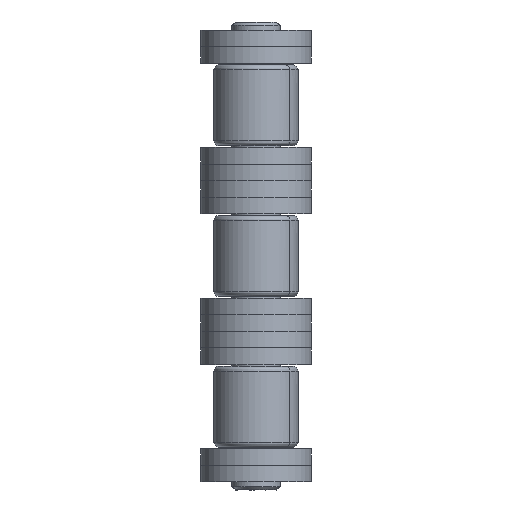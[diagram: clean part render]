
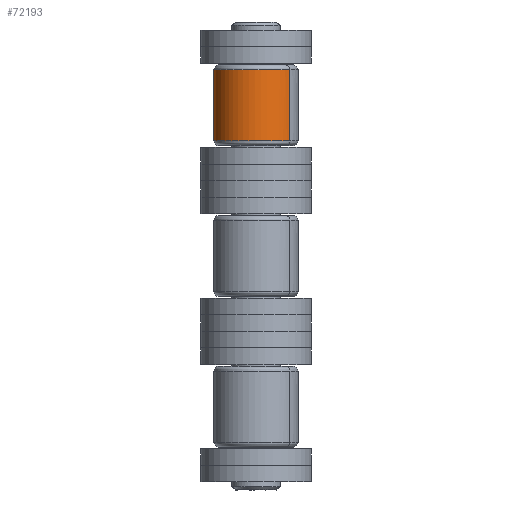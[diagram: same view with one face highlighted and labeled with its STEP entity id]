
A CAD part, left-side view. The second image highlights one B-rep face of the part: STEP entity #72193.
In plain terms, the highlighted free-form (B-spline) face has degree [2, 1] with [5, 2] control points.
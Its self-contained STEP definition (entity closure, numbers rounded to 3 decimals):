
#72039 = EDGE_CURVE('',#72040,#72042,#72044,.T.);
#72040 = VERTEX_POINT('',#72041);
#72041 = CARTESIAN_POINT('',(-1192.493,5.025,
    1367.22));
#72042 = VERTEX_POINT('',#72043);
#72043 = CARTESIAN_POINT('',(-1171.555,33.147,
    1367.22));
#72044 = ( BOUNDED_CURVE() B_SPLINE_CURVE(2,(#72045,#72046,#72047,#72048
,#72049),.UNSPECIFIED.,.F.,.F.) B_SPLINE_CURVE_WITH_KNOTS((3,2,3),(
    3.142,4.712,6.283),
.PIECEWISE_BEZIER_KNOTS.) CURVE() GEOMETRIC_REPRESENTATION_ITEM() 
RATIONAL_B_SPLINE_CURVE((1.,0.707,1.,0.707,1.)) 
REPRESENTATION_ITEM('') );
#72045 = CARTESIAN_POINT('',(-1192.493,5.025,
    1367.22));
#72046 = CARTESIAN_POINT('',(-1206.554,15.494,
    1367.22));
#72047 = CARTESIAN_POINT('',(-1196.085,29.555,
    1367.22));
#72048 = CARTESIAN_POINT('',(-1185.616,43.616,
    1367.22));
#72049 = CARTESIAN_POINT('',(-1171.555,33.147,
    1367.22));
#72107 = VERTEX_POINT('',#72108);
#72108 = CARTESIAN_POINT('',(-1192.493,5.025,
    1337.68));
#72114 = EDGE_CURVE('',#72115,#72107,#72117,.T.);
#72115 = VERTEX_POINT('',#72116);
#72116 = CARTESIAN_POINT('',(-1171.555,33.147,
    1337.68));
#72117 = ( BOUNDED_CURVE() B_SPLINE_CURVE(2,(#72118,#72119,#72120,#72121
,#72122),.UNSPECIFIED.,.F.,.F.) B_SPLINE_CURVE_WITH_KNOTS((3,2,3),(0.,
1.571,3.142),.PIECEWISE_BEZIER_KNOTS.) CURVE() 
GEOMETRIC_REPRESENTATION_ITEM() RATIONAL_B_SPLINE_CURVE((1.,
0.707,1.,0.707,1.)) REPRESENTATION_ITEM('') );
#72118 = CARTESIAN_POINT('',(-1171.555,33.147,
    1337.68));
#72119 = CARTESIAN_POINT('',(-1185.616,43.616,
    1337.68));
#72120 = CARTESIAN_POINT('',(-1196.085,29.555,
    1337.68));
#72121 = CARTESIAN_POINT('',(-1206.554,15.494,
    1337.68));
#72122 = CARTESIAN_POINT('',(-1192.493,5.025,
    1337.68));
#72193 = ADVANCED_FACE('',(#72194),#72208,.T.);
#72194 = FACE_BOUND('',#72195,.T.);
#72195 = EDGE_LOOP('',(#72196,#72197,#72202,#72203));
#72196 = ORIENTED_EDGE('',*,*,#72039,.T.);
#72197 = ORIENTED_EDGE('',*,*,#72198,.T.);
#72198 = EDGE_CURVE('',#72042,#72115,#72199,.T.);
#72199 = B_SPLINE_CURVE_WITH_KNOTS('',1,(#72200,#72201),.UNSPECIFIED.,
  .F.,.F.,(2,2),(1.5,22.9),.PIECEWISE_BEZIER_KNOTS.);
#72200 = CARTESIAN_POINT('',(-1171.555,33.147,
    1367.22));
#72201 = CARTESIAN_POINT('',(-1171.555,33.147,
    1337.68));
#72202 = ORIENTED_EDGE('',*,*,#72114,.T.);
#72203 = ORIENTED_EDGE('',*,*,#72204,.F.);
#72204 = EDGE_CURVE('',#72040,#72107,#72205,.T.);
#72205 = B_SPLINE_CURVE_WITH_KNOTS('',1,(#72206,#72207),.UNSPECIFIED.,
  .F.,.F.,(2,2),(1.5,22.9),.PIECEWISE_BEZIER_KNOTS.);
#72206 = CARTESIAN_POINT('',(-1192.493,5.025,
    1367.22));
#72207 = CARTESIAN_POINT('',(-1192.493,5.025,
    1337.68));
#72208 = ( BOUNDED_SURFACE() B_SPLINE_SURFACE(2,1,(
    (#72209,#72210)
    ,(#72211,#72212)
    ,(#72213,#72214)
    ,(#72215,#72216)
    ,(#72217,#72218
)),.UNSPECIFIED.,.F.,.F.,.F.) B_SPLINE_SURFACE_WITH_KNOTS((3,2,3),(2,2),
  (0.,1.571,3.142),(1.5,22.9),
.PIECEWISE_BEZIER_KNOTS.) GEOMETRIC_REPRESENTATION_ITEM() 
RATIONAL_B_SPLINE_SURFACE((
    (1.,1.)
    ,(0.707,0.707)
    ,(1.,1.)
    ,(0.707,0.707)
,(1.,1.))) REPRESENTATION_ITEM('') SURFACE() );
#72209 = CARTESIAN_POINT('',(-1192.493,5.025,
    1367.22));
#72210 = CARTESIAN_POINT('',(-1192.493,5.025,
    1337.68));
#72211 = CARTESIAN_POINT('',(-1206.554,15.494,
    1367.22));
#72212 = CARTESIAN_POINT('',(-1206.554,15.494,
    1337.68));
#72213 = CARTESIAN_POINT('',(-1196.085,29.555,
    1367.22));
#72214 = CARTESIAN_POINT('',(-1196.085,29.555,
    1337.68));
#72215 = CARTESIAN_POINT('',(-1185.616,43.616,
    1367.22));
#72216 = CARTESIAN_POINT('',(-1185.616,43.616,
    1337.68));
#72217 = CARTESIAN_POINT('',(-1171.555,33.147,
    1367.22));
#72218 = CARTESIAN_POINT('',(-1171.555,33.147,
    1337.68));
